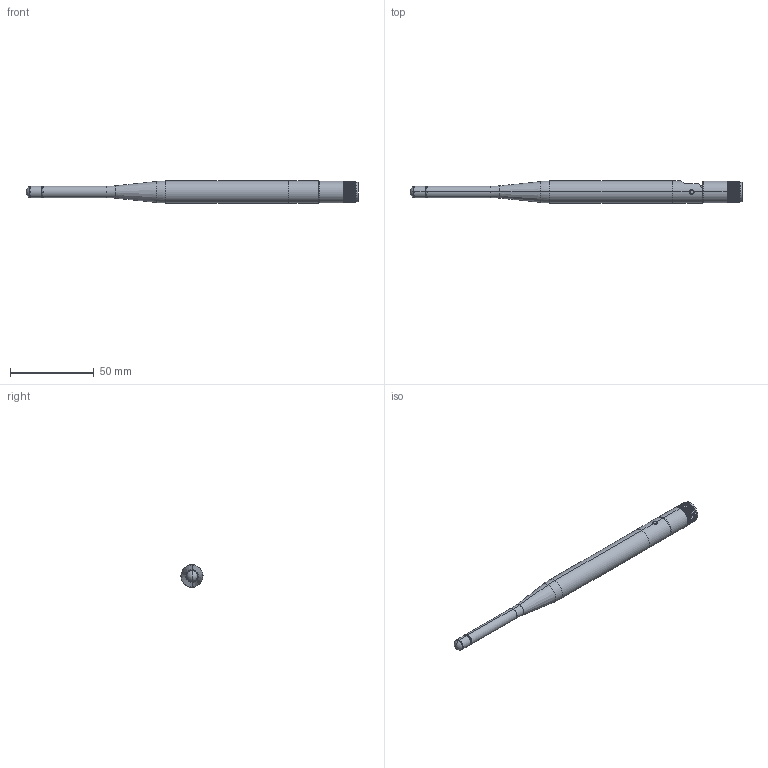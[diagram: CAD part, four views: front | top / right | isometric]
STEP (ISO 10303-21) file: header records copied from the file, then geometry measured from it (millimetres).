
FILE_DESCRIPTION (( 'STEP AP214' ), '1' );
FILE_NAME ('FM51RD1004_3D.step', '2022-12-30T19:37:15', ( '' ), ( '' ), 'SwSTEP 2.0', 'SolidWorks 2022', '' );
FILE_SCHEMA (( 'AUTOMOTIVE_DESIGN' ));
Length unit declared in the file: inch
Products named in the file (3): FM51RD1004_3D; Copy of HG2458RD-SM_SWIVEL^FM51RD1004; Copy of HG2458RD-SM_ANTENNA^FM51RD1004
Assembly tree (2 placements, depth 2):
  FM51RD1004_3D
    Copy of HG2458RD-SM_ANTENNA^FM51RD1004
    Copy of HG2458RD-SM_SWIVEL^FM51RD1004
Bounding box: 198.27 x 13.14 x 13.26 mm (x, y, z)
Volume: 19194.8 mm3; surface area: 8389.6 mm2
Topology: 3 solids, 3 shells, 349 faces, 929 edges, 596 vertices
Faces by surface type: cylinder 165, plane 136, cone 30, torus 18
Entity records: 16163 total; most frequent: CARTESIAN_POINT 3062, ORIENTED_EDGE 1854, DIRECTION 1788, EDGE_CURVE 927, AXIS2_PLACEMENT_3D 674, VERTEX_POINT 596, VECTOR 440, LINE 440
